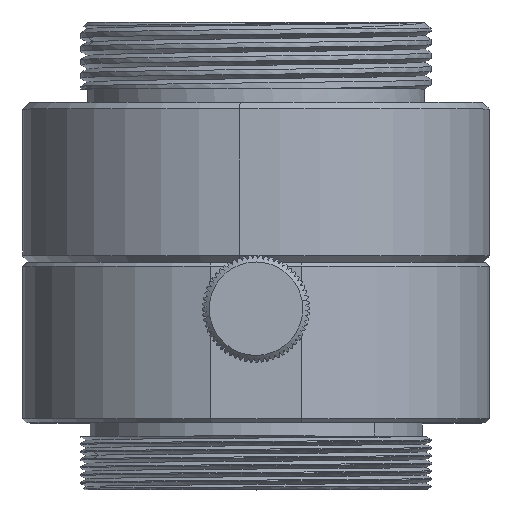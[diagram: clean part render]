
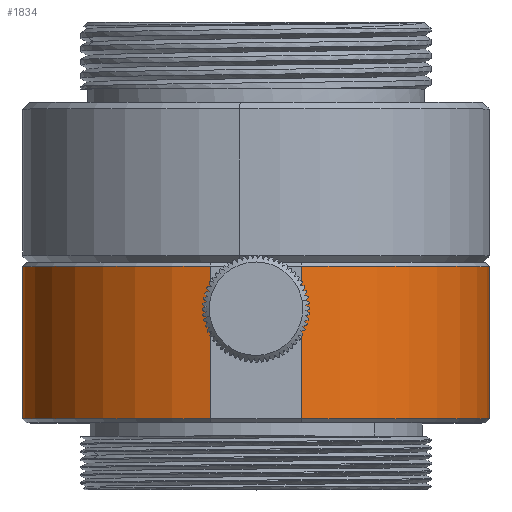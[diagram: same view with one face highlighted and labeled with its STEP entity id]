
A CAD part, top view. The second image highlights one B-rep face of the part: STEP entity #1834.
In plain terms, the highlighted cylindrical face has radius 17.5 mm (diameter 35 mm), a partial arc.
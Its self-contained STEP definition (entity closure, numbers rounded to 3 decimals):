
#15=CARTESIAN_POINT('',(5.829,-57.801,31.517));
#16=DIRECTION('',(0.,-1.,0.));
#17=DIRECTION('',(-0.194,0.,0.981));
#18=AXIS2_PLACEMENT_3D('',#15,#16,#17);
#31=DIRECTION('',(0.,1.,0.));
#32=VECTOR('',#31,11.4);
#33=CARTESIAN_POINT('',(2.429,-69.201,48.684));
#34=LINE('',#33,#32);
#35=DIRECTION('',(0.,1.,0.));
#36=VECTOR('',#35,11.4);
#37=CARTESIAN_POINT('',(9.228,-69.201,48.684));
#38=LINE('',#37,#36);
#69=CARTESIAN_POINT('',(5.829,-69.201,31.517));
#70=DIRECTION('',(0.,1.,0.));
#71=DIRECTION('',(0.194,0.,0.981));
#72=AXIS2_PLACEMENT_3D('',#69,#70,#71);
#1737=CARTESIAN_POINT('',(2.429,-57.801,48.684));
#1738=CARTESIAN_POINT('',(9.228,-57.801,48.684));
#1739=VERTEX_POINT('',#1737);
#1740=VERTEX_POINT('',#1738);
#1745=CARTESIAN_POINT('',(2.429,-69.201,48.684));
#1746=CARTESIAN_POINT('',(9.228,-69.201,48.684));
#1747=VERTEX_POINT('',#1745);
#1748=VERTEX_POINT('',#1746);
#1820=CARTESIAN_POINT('',(5.829,-57.501,31.517));
#1821=DIRECTION('',(0.,1.,0.));
#1822=DIRECTION('',(1.,0.,0.));
#1823=AXIS2_PLACEMENT_3D('',#1820,#1821,#1822);
#1824=CYLINDRICAL_SURFACE('',#1823,17.5);
#1825=ORIENTED_EDGE('',*,*,#1810,.F.);
#1827=ORIENTED_EDGE('',*,*,#1826,.F.);
#1829=ORIENTED_EDGE('',*,*,#1828,.F.);
#1831=ORIENTED_EDGE('',*,*,#1830,.T.);
#1832=EDGE_LOOP('',(#1825,#1827,#1829,#1831));
#1833=FACE_OUTER_BOUND('',#1832,.F.);
#1834=ADVANCED_FACE('',(#1833),#1824,.T.);
#19=CIRCLE('',#18,17.5);
#73=CIRCLE('',#72,17.5);
#1810=EDGE_CURVE('',#1739,#1740,#19,.T.);
#1826=EDGE_CURVE('',#1747,#1739,#34,.T.);
#1828=EDGE_CURVE('',#1748,#1747,#73,.T.);
#1830=EDGE_CURVE('',#1748,#1740,#38,.T.);
